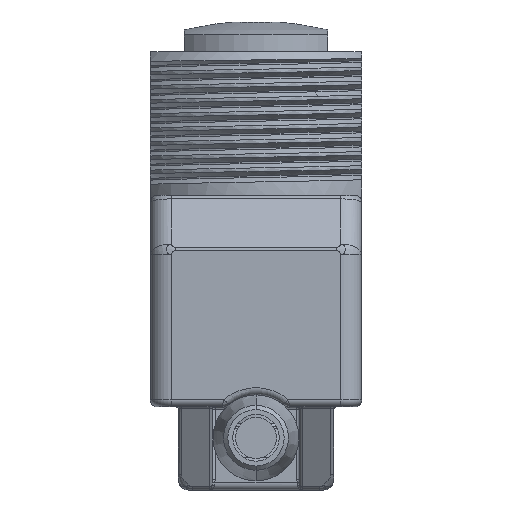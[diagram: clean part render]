
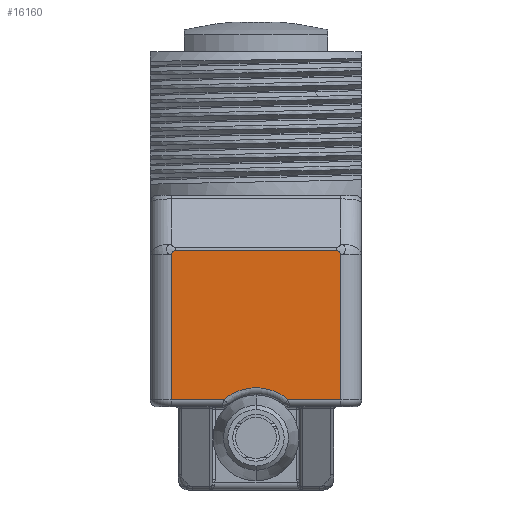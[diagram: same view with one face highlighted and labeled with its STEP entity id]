
A CAD part, front view. The second image highlights one B-rep face of the part: STEP entity #16160.
In plain terms, the highlighted planar face has unit normal (0, -1, 0).
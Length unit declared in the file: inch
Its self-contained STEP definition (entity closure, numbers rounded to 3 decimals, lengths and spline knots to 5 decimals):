
#40=CARTESIAN_POINT('',(-0.09074,-0.67913,
-0.26772));
#67=CARTESIAN_POINT('',(0.,-0.67913,-0.37402));
#68=DIRECTION('',(0.,1.,0.));
#69=DIRECTION('',(-0.649,0.,0.761));
#70=AXIS2_PLACEMENT_3D('',#67,#68,#69);
#72=CARTESIAN_POINT('',(0.09074,-0.67913,
-0.26772));
#102=DIRECTION('',(-1.,0.,0.));
#103=VECTOR('',#102,0.14548);
#104=CARTESIAN_POINT('',(0.23622,-0.67913,
-0.26772));
#105=LINE('',#104,#103);
#115=CARTESIAN_POINT('',(-0.23622,-0.67913,
0.13772));
#116=CARTESIAN_POINT('',(-0.23608,-0.67913,
0.14281));
#117=CARTESIAN_POINT('',(-0.23076,-0.67913,
0.14827));
#118=CARTESIAN_POINT('',(-0.22567,-0.67913,
0.14827));
#120=CARTESIAN_POINT('',(0.23622,-0.67913,
0.13772));
#121=CARTESIAN_POINT('',(0.23608,-0.67913,
0.14281));
#122=CARTESIAN_POINT('',(0.23076,-0.67913,
0.14827));
#123=CARTESIAN_POINT('',(0.22567,-0.67913,
0.14827));
#129=DIRECTION('',(0.,0.,1.));
#130=VECTOR('',#129,0.40544);
#131=CARTESIAN_POINT('',(0.23622,-0.67913,
-0.26772));
#132=LINE('',#131,#130);
#1081=DIRECTION('',(0.,0.,-1.));
#1082=VECTOR('',#1081,0.40544);
#1083=CARTESIAN_POINT('',(-0.23622,-0.67913,
0.13772));
#1084=LINE('',#1083,#1082);
#1141=DIRECTION('',(-1.,0.,0.));
#1142=VECTOR('',#1141,0.14548);
#1143=CARTESIAN_POINT('',(-0.09074,-0.67913,
-0.26772));
#1144=LINE('',#1143,#1142);
#5296=DIRECTION('',(-1.,0.,0.));
#5297=VECTOR('',#5296,0.45134);
#5298=CARTESIAN_POINT('',(0.22567,-0.67913,
0.14827));
#5299=LINE('',#5298,#5297);
#13496=VERTEX_POINT('',#120);
#13497=VERTEX_POINT('',#123);
#13503=CARTESIAN_POINT('',(-0.22567,-0.67913,
0.14827));
#13504=VERTEX_POINT('',#13503);
#13505=VERTEX_POINT('',#115);
#15466=CARTESIAN_POINT('',(0.23622,-0.67913,
-0.26772));
#15467=VERTEX_POINT('',#15466);
#15484=CARTESIAN_POINT('',(-0.23622,-0.67913,
-0.26772));
#15485=VERTEX_POINT('',#15484);
#15493=VERTEX_POINT('',#72);
#15495=VERTEX_POINT('',#40);
#16139=CARTESIAN_POINT('',(-0.29528,-0.67913,0.));
#16140=DIRECTION('',(0.,-1.,0.));
#16141=DIRECTION('',(1.,0.,0.));
#16142=AXIS2_PLACEMENT_3D('',#16139,#16140,#16141);
#16143=PLANE('',#16142);
#16145=ORIENTED_EDGE('',*,*,#16144,.F.);
#16146=ORIENTED_EDGE('',*,*,#16130,.T.);
#16147=ORIENTED_EDGE('',*,*,#16070,.F.);
#16149=ORIENTED_EDGE('',*,*,#16148,.T.);
#16151=ORIENTED_EDGE('',*,*,#16150,.F.);
#16153=ORIENTED_EDGE('',*,*,#16152,.T.);
#16155=ORIENTED_EDGE('',*,*,#16154,.F.);
#16157=ORIENTED_EDGE('',*,*,#16156,.F.);
#16158=EDGE_LOOP('',(#16145,#16146,#16147,#16149,#16151,#16153,#16155,#16157));
#16159=FACE_OUTER_BOUND('',#16158,.F.);
#16160=ADVANCED_FACE('',(#16159),#16143,.T.);
#71=CIRCLE('',#70,0.13976);
#119=B_SPLINE_CURVE_WITH_KNOTS('',3,(#115,#116,#117,#118),.UNSPECIFIED.,.F.,.F.,
(4,4),(0.,1.),.UNSPECIFIED.);
#124=B_SPLINE_CURVE_WITH_KNOTS('',3,(#120,#121,#122,#123),.UNSPECIFIED.,.F.,.F.,
(4,4),(0.,1.),.UNSPECIFIED.);
#16070=EDGE_CURVE('',#15495,#15493,#71,.T.);
#16130=EDGE_CURVE('',#15467,#15493,#105,.T.);
#16144=EDGE_CURVE('',#15467,#13496,#132,.T.);
#16148=EDGE_CURVE('',#15495,#15485,#1144,.T.);
#16150=EDGE_CURVE('',#13505,#15485,#1084,.T.);
#16152=EDGE_CURVE('',#13505,#13504,#119,.T.);
#16154=EDGE_CURVE('',#13497,#13504,#5299,.T.);
#16156=EDGE_CURVE('',#13496,#13497,#124,.T.);
